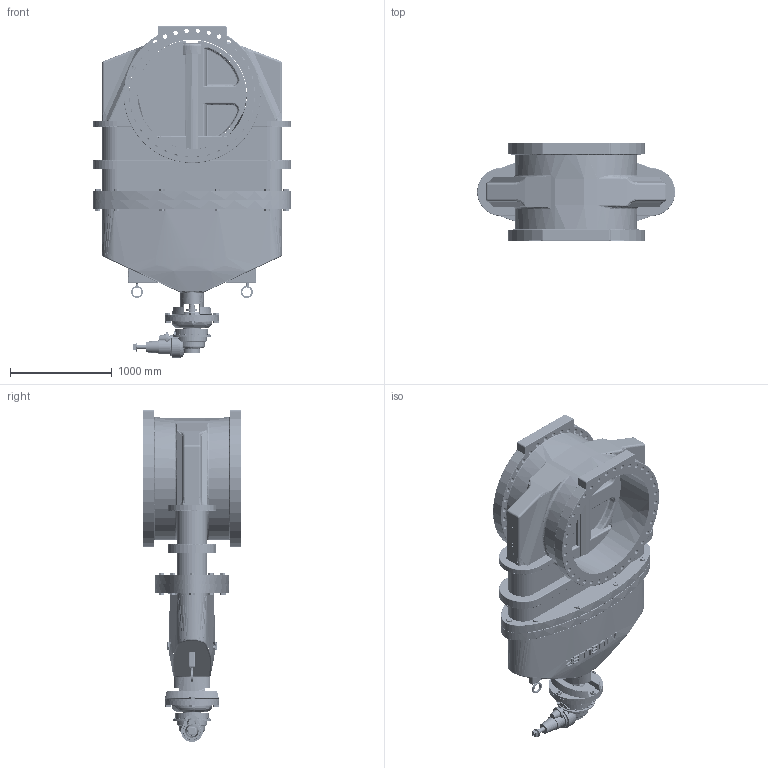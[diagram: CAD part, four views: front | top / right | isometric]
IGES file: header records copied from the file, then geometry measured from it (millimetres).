
Start section: SolidWorks IGES file using analytic representation for surfaces
Global section: file name: A-2361-6_42_N.IGS; native system: SolidWorks 2013; preprocessor: SolidWorks 2013; author: CAD M1; date: 140220.181503; units: millimetre
Bounding box: 1947.87 x 965.29 x 3263.9 mm (x, y, z)
Surface area: 30491011.4 mm2 (no closed solid volume)
Topology: 0 solids, 0 shells, 2070 faces, 45360 edges, 45323 vertices
Faces by surface type: bspline 1173, revolution 897
